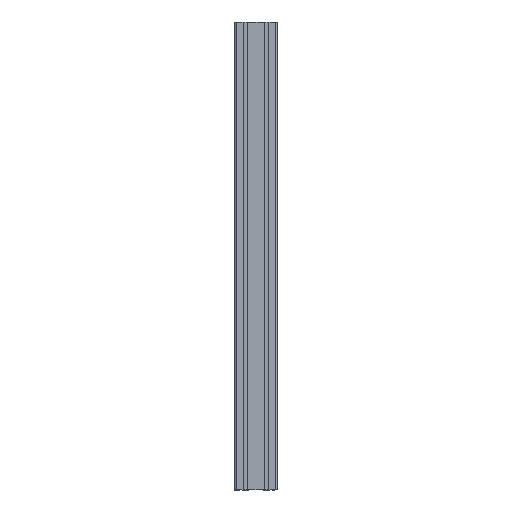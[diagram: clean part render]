
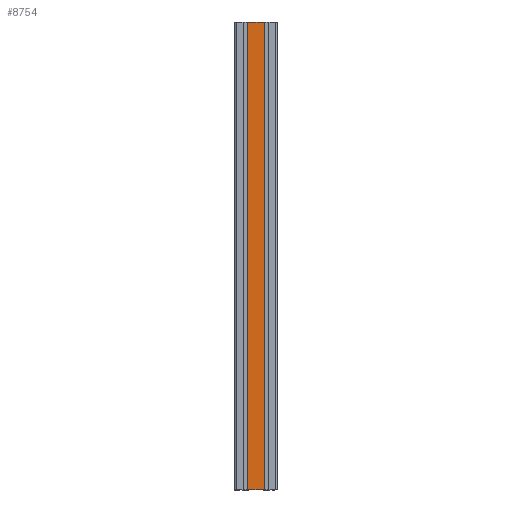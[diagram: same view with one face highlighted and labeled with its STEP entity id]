
A CAD part, left-side view. The second image highlights one B-rep face of the part: STEP entity #8754.
In plain terms, the highlighted face is planar.
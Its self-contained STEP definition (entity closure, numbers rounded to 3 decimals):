
#4274=ORIENTED_EDGE('',*,*,#6145,.T.);
#4275=ORIENTED_EDGE('',*,*,#6146,.F.);
#4276=ORIENTED_EDGE('',*,*,#6142,.F.);
#4277=ORIENTED_EDGE('',*,*,#6147,.T.);
#5092=VECTOR('',#6916,1.);
#5095=VECTOR('',#6921,1.);
#5096=VECTOR('',#6922,1.);
#5097=VECTOR('',#6923,1.);
#5476=LINE('',#7662,#5092);
#5479=LINE('',#7668,#5095);
#5480=LINE('',#7669,#5096);
#5481=LINE('',#7670,#5097);
#5854=VERTEX_POINT('',#7660);
#5855=VERTEX_POINT('',#7661);
#5856=VERTEX_POINT('',#7666);
#5857=VERTEX_POINT('',#7667);
#6142=EDGE_CURVE('',#5854,#5855,#5476,.T.);
#6145=EDGE_CURVE('',#5856,#5857,#5479,.T.);
#6146=EDGE_CURVE('',#5855,#5857,#5480,.T.);
#6147=EDGE_CURVE('',#5854,#5856,#5481,.T.);
#6540=EDGE_LOOP('',(#4274,#4275,#4276,#4277));
#6708=FACE_BOUND('',#6540,.T.);
#6916=DIRECTION('',(-1000.,0.,0.));
#6919=DIRECTION('',(0.,0.,-1.));
#6920=DIRECTION('',(0.,1.,0.));
#6921=DIRECTION('',(-1000.,0.,0.));
#6922=DIRECTION('',(0.,-34.8,0.));
#6923=DIRECTION('',(0.,-34.8,0.));
#7660=CARTESIAN_POINT('',(1000.,17.4,-45.));
#7661=CARTESIAN_POINT('',(0.,17.4,-45.));
#7662=CARTESIAN_POINT('',(1000.,17.4,-45.));
#7665=CARTESIAN_POINT('',(1000.,-17.4,-45.));
#7666=CARTESIAN_POINT('',(1000.,-17.4,-45.));
#7667=CARTESIAN_POINT('',(0.,-17.4,-45.));
#7668=CARTESIAN_POINT('',(1000.,-17.4,-45.));
#7669=CARTESIAN_POINT('',(0.,17.4,-45.));
#7670=CARTESIAN_POINT('',(1000.,17.4,-45.));
#8454=AXIS2_PLACEMENT_3D('',#7665,#6919,#6920);
#8627=PLANE('',#8454);
#8754=ADVANCED_FACE('',(#6708),#8627,.T.);
